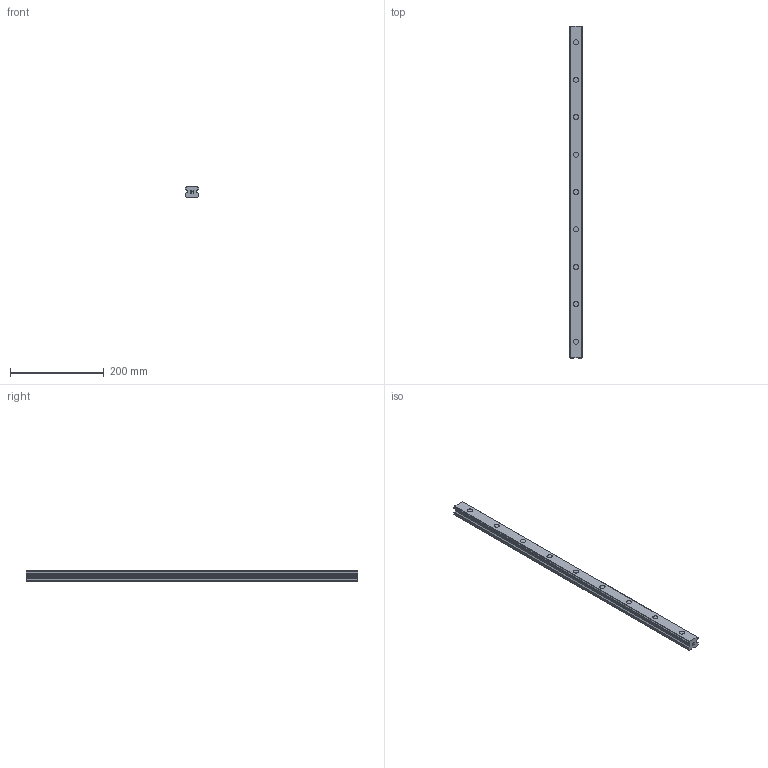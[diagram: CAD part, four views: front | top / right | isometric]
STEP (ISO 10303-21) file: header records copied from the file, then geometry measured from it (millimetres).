
FILE_DESCRIPTION(('STEP AP214'),'1');
FILE_NAME('cctmp_D9ADC37B-9B98-4E2C-950B-5B2CB5DEB5C0_2021_02_12_10_20_00_0299..stp','2021-02-12T09:20:00',('HIWIN GmbH'),('CADClick - www.CADClick.com'),'Spatial InterOp 3D',' ','unknown authorization');
FILE_SCHEMA(('AUTOMOTIVE_DESIGN'));
Length unit declared in the file: millimetre
Products named in the file (1): EGR30R710C_FILE
Bounding box: 28 x 710 x 23 mm (x, y, z)
Volume: 396781.3 mm3; surface area: 80675.9 mm2
Topology: 1 solids, 1 shells, 184 faces, 453 edges, 302 vertices
Faces by surface type: plane 112, cylinder 72
Entity records: 6957 total; most frequent: DIRECTION 967, CARTESIAN_POINT 940, ORIENTED_EDGE 906, EDGE_CURVE 453, AXIS2_PLACEMENT_3D 329, LINE 309, VECTOR 309, VERTEX_POINT 302
